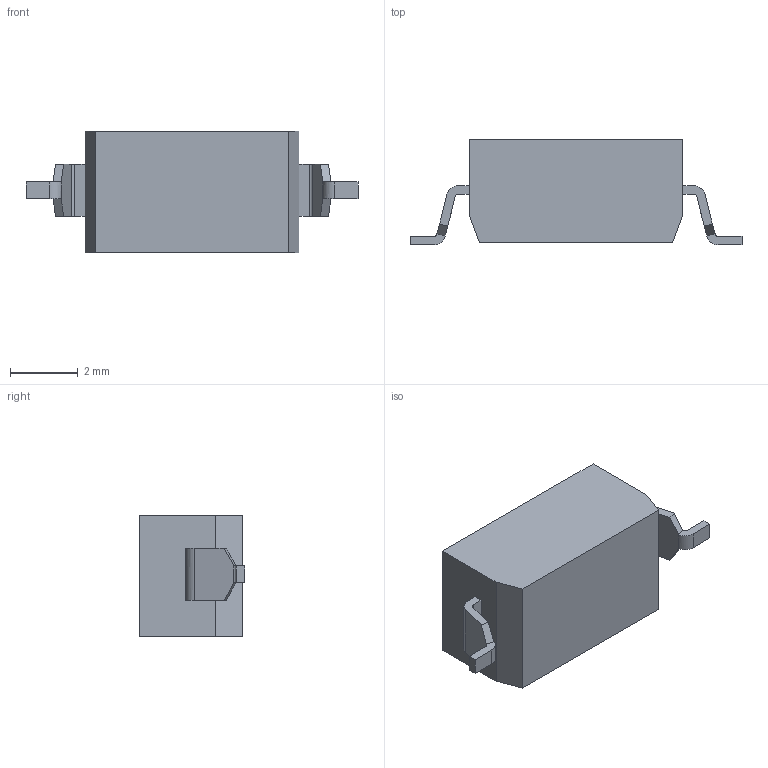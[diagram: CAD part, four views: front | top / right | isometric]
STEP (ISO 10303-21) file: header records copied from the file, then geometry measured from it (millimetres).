
FILE_DESCRIPTION (( 'STEP AP214' ), '1' );
FILE_NAME ('KAE01SGGT.STEP', '2022-09-09T10:44:43', ( '' ), ( '' ), 'SwSTEP 2.0', 'SolidWorks 2017', '' );
FILE_SCHEMA (( 'AUTOMOTIVE_DESIGN' ));
Length unit declared in the file: millimetre
Products named in the file (2): KAE01SGGT--3DModel-STEP-520916; KAE01SGGT
Assembly tree (1 placements, depth 2):
  KAE01SGGT
    KAE01SGGT--3DModel-STEP-520916
Bounding box: 9.8 x 3.13 x 3.58 mm (x, y, z)
Volume: 69 mm3; surface area: 121.1 mm2
Topology: 1 solids, 1 shells, 61 faces, 181 edges, 129 vertices
Faces by surface type: plane 53, cylinder 8
Entity records: 2174 total; most frequent: CARTESIAN_POINT 550, ORIENTED_EDGE 362, DIRECTION 260, EDGE_CURVE 181, VECTOR 130, LINE 130, VERTEX_POINT 129, EDGE_LOOP 68
